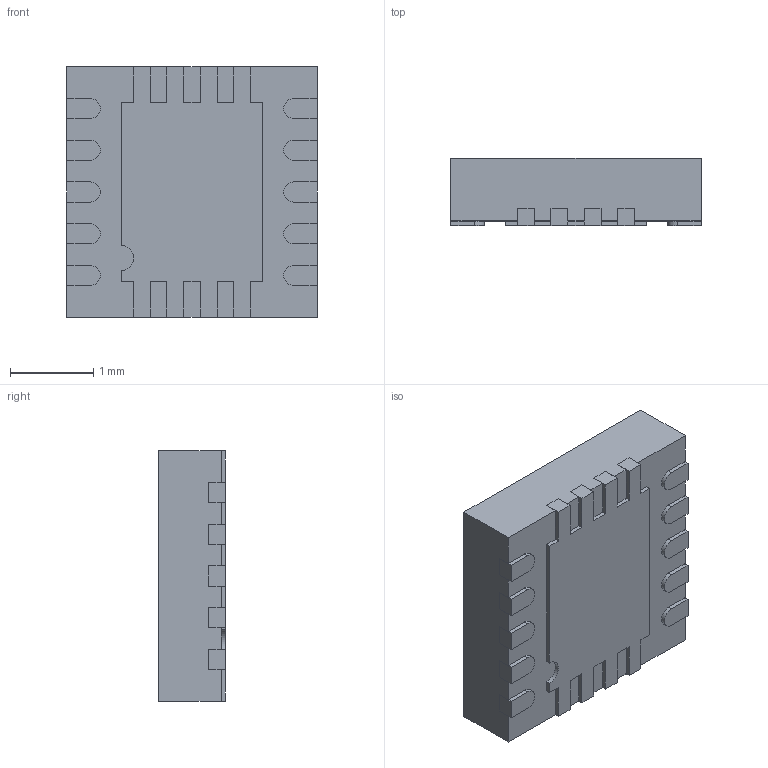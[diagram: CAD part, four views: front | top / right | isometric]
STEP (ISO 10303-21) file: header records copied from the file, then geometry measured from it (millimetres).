
FILE_DESCRIPTION (( 'STEP AP214' ), '1' );
FILE_NAME ('DSC10 (4207393 e 01 11).STEP', '2020-09-23T17:29:04', ( '' ), ( '' ), 'SwSTEP 2.0', 'SolidWorks 2017', '' );
FILE_SCHEMA (( 'AUTOMOTIVE_DESIGN' ));
Length unit declared in the file: millimetre
Products named in the file (1): DSC10 (4207393 e 01 11)
Bounding box: 3 x 0.8 x 3 mm (x, y, z)
Volume: 7 mm3; surface area: 45.9 mm2
Topology: 13 solids, 13 shells, 191 faces, 492 edges, 328 vertices
Faces by surface type: plane 165, cylinder 26
Entity records: 6881 total; most frequent: CARTESIAN_POINT 1012, ORIENTED_EDGE 984, DIRECTION 928, EDGE_CURVE 492, LINE 440, VECTOR 440, VERTEX_POINT 328, AXIS2_PLACEMENT_3D 244
